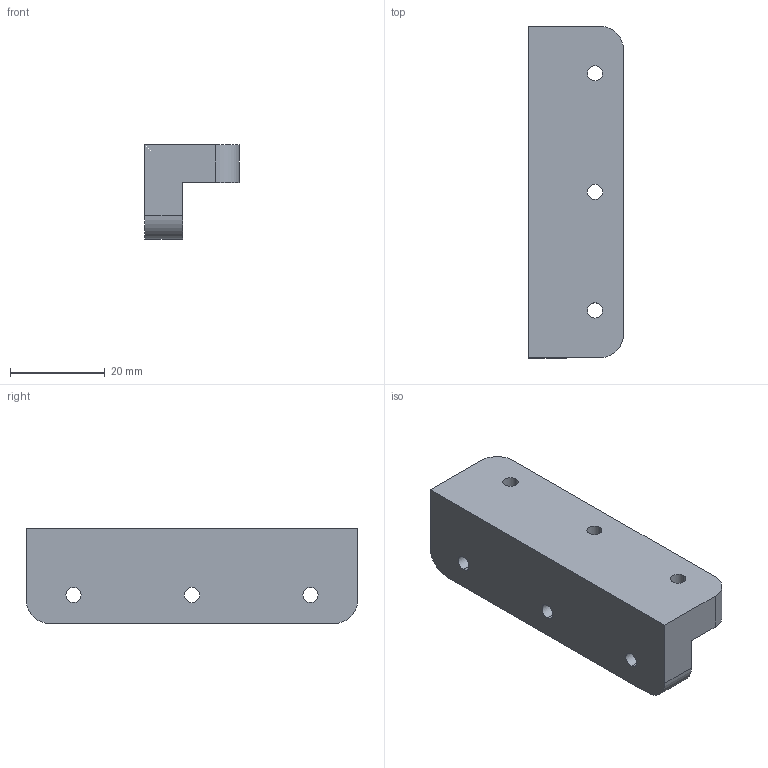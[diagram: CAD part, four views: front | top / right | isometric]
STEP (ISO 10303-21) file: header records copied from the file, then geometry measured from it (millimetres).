
FILE_DESCRIPTION (( 'STEP AP203' ), '1' );
FILE_NAME ('Corner bracket - short.STEP', '2019-09-18T14:55:15', ( '' ), ( '' ), 'SwSTEP 2.0', 'SolidWorks 2018', '' );
FILE_SCHEMA (( 'CONFIG_CONTROL_DESIGN' ));
Length unit declared in the file: millimetre
Products named in the file (1): Corner bracket - short
Bounding box: 20 x 70 x 20 mm (x, y, z)
Volume: 17035.5 mm3; surface area: 6548.4 mm2
Topology: 1 solids, 1 shells, 66 faces, 174 edges, 116 vertices
Faces by surface type: plane 50, cylinder 16
Entity records: 2131 total; most frequent: CARTESIAN_POINT 357, ORIENTED_EDGE 348, DIRECTION 340, EDGE_CURVE 174, VECTOR 142, LINE 142, VERTEX_POINT 116, AXIS2_PLACEMENT_3D 99
